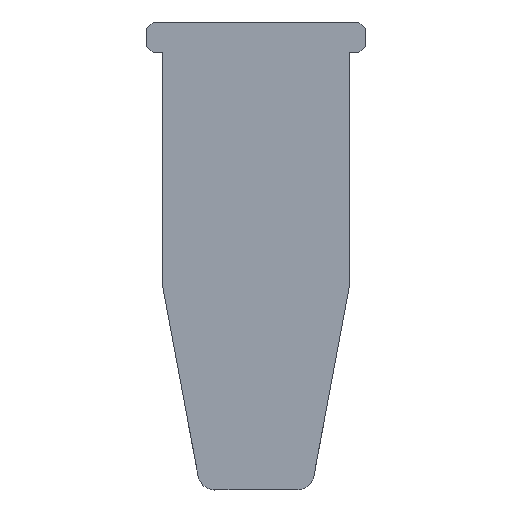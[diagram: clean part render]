
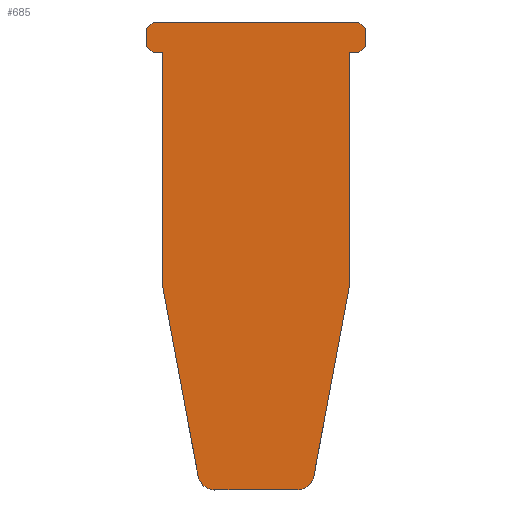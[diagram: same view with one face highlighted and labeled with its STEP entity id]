
A CAD part, top view. The second image highlights one B-rep face of the part: STEP entity #685.
In plain terms, the highlighted planar face has unit normal (0, 0, 1).
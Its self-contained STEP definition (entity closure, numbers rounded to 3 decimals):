
#59=CIRCLE('',#763,5.6);
#60=CIRCLE('',#764,5.6);
#89=FACE_OUTER_BOUND('',#138,.T.);
#138=EDGE_LOOP('',(#546,#547,#548,#549,#550,#551,#552,#553,#554,#555,#556,
#557,#558,#559,#560,#561,#562));
#157=LINE('',#992,#224);
#161=LINE('',#999,#228);
#173=LINE('',#1035,#240);
#176=LINE('',#1040,#243);
#179=LINE('',#1045,#246);
#194=LINE('',#1120,#261);
#198=LINE('',#1127,#265);
#202=LINE('',#1135,#269);
#203=LINE('',#1137,#270);
#204=LINE('',#1141,#271);
#205=LINE('',#1145,#272);
#206=LINE('',#1146,#273);
#207=LINE('',#1147,#274);
#208=LINE('',#1149,#275);
#209=LINE('',#1150,#276);
#224=VECTOR('',#787,10.);
#228=VECTOR('',#793,10.);
#240=VECTOR('',#819,10.);
#243=VECTOR('',#824,10.);
#246=VECTOR('',#829,10.);
#261=VECTOR('',#914,10.);
#265=VECTOR('',#920,10.);
#269=VECTOR('',#928,10.);
#270=VECTOR('',#929,10.);
#271=VECTOR('',#932,10.);
#272=VECTOR('',#935,10.);
#273=VECTOR('',#936,10.);
#274=VECTOR('',#937,10.);
#275=VECTOR('',#938,10.);
#276=VECTOR('',#939,10.);
#291=VERTEX_POINT('',#989);
#292=VERTEX_POINT('',#991);
#294=VERTEX_POINT('',#997);
#310=VERTEX_POINT('',#1033);
#311=VERTEX_POINT('',#1034);
#312=VERTEX_POINT('',#1039);
#313=VERTEX_POINT('',#1043);
#337=VERTEX_POINT('',#1117);
#338=VERTEX_POINT('',#1119);
#340=VERTEX_POINT('',#1125);
#342=VERTEX_POINT('',#1134);
#343=VERTEX_POINT('',#1136);
#344=VERTEX_POINT('',#1138);
#345=VERTEX_POINT('',#1140);
#346=VERTEX_POINT('',#1142);
#347=VERTEX_POINT('',#1144);
#348=VERTEX_POINT('',#1148);
#353=EDGE_CURVE('',#291,#292,#157,.T.);
#357=EDGE_CURVE('',#291,#294,#161,.T.);
#374=EDGE_CURVE('',#310,#311,#173,.T.);
#377=EDGE_CURVE('',#312,#311,#176,.T.);
#380=EDGE_CURVE('',#294,#313,#179,.T.);
#412=EDGE_CURVE('',#337,#338,#194,.T.);
#416=EDGE_CURVE('',#340,#337,#198,.T.);
#420=EDGE_CURVE('',#313,#342,#202,.T.);
#421=EDGE_CURVE('',#342,#343,#203,.T.);
#422=EDGE_CURVE('',#343,#344,#59,.T.);
#423=EDGE_CURVE('',#344,#345,#204,.T.);
#424=EDGE_CURVE('',#345,#346,#60,.T.);
#425=EDGE_CURVE('',#346,#347,#205,.T.);
#426=EDGE_CURVE('',#347,#312,#206,.T.);
#427=EDGE_CURVE('',#310,#338,#207,.T.);
#428=EDGE_CURVE('',#348,#340,#208,.T.);
#429=EDGE_CURVE('',#348,#292,#209,.T.);
#546=ORIENTED_EDGE('',*,*,#353,.F.);
#547=ORIENTED_EDGE('',*,*,#357,.T.);
#548=ORIENTED_EDGE('',*,*,#380,.T.);
#549=ORIENTED_EDGE('',*,*,#420,.T.);
#550=ORIENTED_EDGE('',*,*,#421,.T.);
#551=ORIENTED_EDGE('',*,*,#422,.T.);
#552=ORIENTED_EDGE('',*,*,#423,.T.);
#553=ORIENTED_EDGE('',*,*,#424,.T.);
#554=ORIENTED_EDGE('',*,*,#425,.T.);
#555=ORIENTED_EDGE('',*,*,#426,.T.);
#556=ORIENTED_EDGE('',*,*,#377,.T.);
#557=ORIENTED_EDGE('',*,*,#374,.F.);
#558=ORIENTED_EDGE('',*,*,#427,.T.);
#559=ORIENTED_EDGE('',*,*,#412,.F.);
#560=ORIENTED_EDGE('',*,*,#416,.F.);
#561=ORIENTED_EDGE('',*,*,#428,.F.);
#562=ORIENTED_EDGE('',*,*,#429,.T.);
#649=PLANE('',#762);
#685=ADVANCED_FACE('',(#89),#649,.T.);
#762=AXIS2_PLACEMENT_3D('',#1133,#926,#927);
#763=AXIS2_PLACEMENT_3D('',#1139,#930,#931);
#764=AXIS2_PLACEMENT_3D('',#1143,#933,#934);
#787=DIRECTION('',(-0.707,0.707,0.));
#793=DIRECTION('',(1.,0.,0.));
#819=DIRECTION('',(-0.709,-0.705,0.));
#824=DIRECTION('',(1.,-0.006,0.));
#829=DIRECTION('',(-0.006,-1.,0.));
#914=DIRECTION('',(0.707,-0.707,0.));
#920=DIRECTION('',(1.,0.,0.));
#926=DIRECTION('center_axis',(0.,0.,1.));
#927=DIRECTION('ref_axis',(0.,-1.,0.));
#928=DIRECTION('',(0.,-1.,0.));
#929=DIRECTION('',(0.183,-0.983,0.));
#930=DIRECTION('center_axis',(0.,0.,1.));
#931=DIRECTION('ref_axis',(1.,0.,0.));
#932=DIRECTION('',(1.,0.,0.));
#933=DIRECTION('center_axis',(0.,0.,1.));
#934=DIRECTION('ref_axis',(1.,0.,0.));
#935=DIRECTION('',(0.183,0.983,0.));
#936=DIRECTION('',(0.,1.,0.));
#937=DIRECTION('',(0.,1.,0.));
#938=DIRECTION('',(0.707,0.707,0.));
#939=DIRECTION('',(0.,-1.,0.));
#989=CARTESIAN_POINT('',(-20.3,137.97,8.));
#991=CARTESIAN_POINT('',(-22.3,139.97,8.));
#992=CARTESIAN_POINT('',(-18.232,135.903,8.));
#997=CARTESIAN_POINT('',(-17.066,137.97,8.));
#999=CARTESIAN_POINT('',(-11.15,137.97,8.));
#1033=CARTESIAN_POINT('',(49.3,139.97,8.));
#1034=CARTESIAN_POINT('',(47.3,137.982,8.));
#1035=CARTESIAN_POINT('',(38.413,129.144,8.));
#1039=CARTESIAN_POINT('',(44.068,138.,8.));
#1040=CARTESIAN_POINT('',(22.006,138.125,8.));
#1043=CARTESIAN_POINT('',(-17.077,135.97,8.));
#1045=CARTESIAN_POINT('',(-17.037,143.033,8.));
#1117=CARTESIAN_POINT('',(47.3,148.,8.));
#1119=CARTESIAN_POINT('',(49.3,146.,8.));
#1120=CARTESIAN_POINT('',(35.975,159.325,8.));
#1125=CARTESIAN_POINT('',(-20.3,148.,8.));
#1127=CARTESIAN_POINT('',(0.,148.,8.));
#1133=CARTESIAN_POINT('Origin',(0.,148.,8.));
#1134=CARTESIAN_POINT('',(-17.077,60.97,8.));
#1135=CARTESIAN_POINT('',(-17.077,141.985,8.));
#1136=CARTESIAN_POINT('',(-5.505,-1.028,8.));
#1137=CARTESIAN_POINT('',(-24.639,101.48,8.));
#1138=CARTESIAN_POINT('',(0.,-5.6,8.));
#1139=CARTESIAN_POINT('Origin',(0.,0.,8.));
#1140=CARTESIAN_POINT('',(27.17,-5.6,8.));
#1141=CARTESIAN_POINT('',(0.,-5.6,8.));
#1142=CARTESIAN_POINT('',(32.505,-1.029,8.));
#1143=CARTESIAN_POINT('Origin',(27.,-0.003,8.));
#1144=CARTESIAN_POINT('',(44.068,60.97,8.));
#1145=CARTESIAN_POINT('',(45.389,68.051,8.));
#1146=CARTESIAN_POINT('',(44.068,104.485,8.));
#1147=CARTESIAN_POINT('',(49.3,141.985,8.));
#1148=CARTESIAN_POINT('',(-22.3,146.,8.));
#1149=CARTESIAN_POINT('',(-15.725,152.575,8.));
#1150=CARTESIAN_POINT('',(-22.3,150.,8.));
